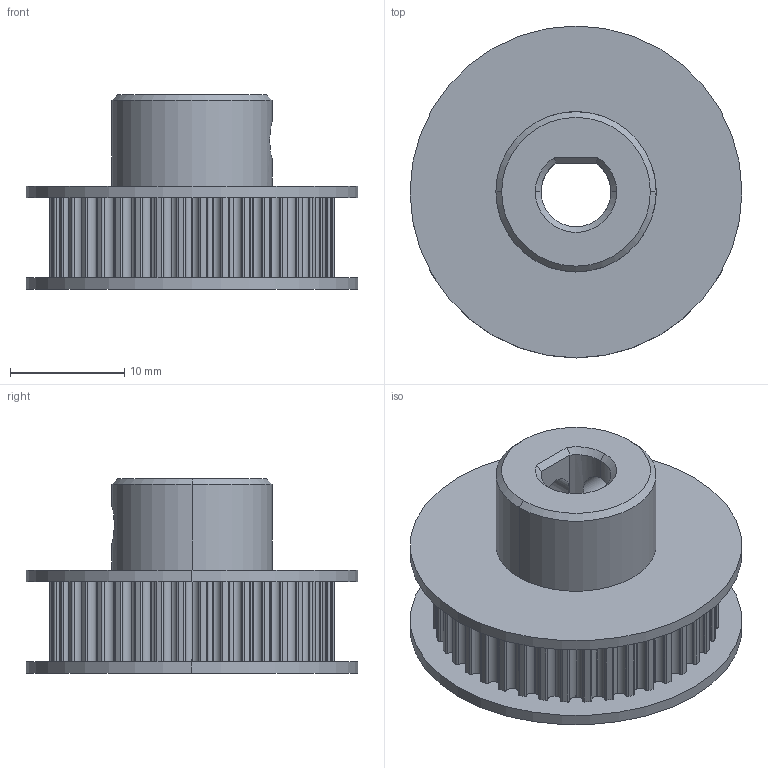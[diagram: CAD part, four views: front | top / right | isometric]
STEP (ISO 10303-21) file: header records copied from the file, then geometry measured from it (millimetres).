
FILE_DESCRIPTION (( 'STEP AP214' ), '1' );
FILE_NAME ('76242 - 40Tooth GT2 Timing Belt Pulley.STEP', '2021-08-13T19:27:49', ( '' ), ( '' ), 'SwSTEP 2.0', 'SolidWorks 2021', '' );
FILE_SCHEMA (( 'AUTOMOTIVE_DESIGN' ));
Length unit declared in the file: millimetre
Products named in the file (1): 76242 - 40Tooth GT2 Timing Belt Pulley
Bounding box: 29 x 29 x 17 mm (x, y, z)
Volume: 5212.2 mm3; surface area: 3340.1 mm2
Topology: 1 solids, 1 shells, 349 faces, 1024 edges, 678 vertices
Faces by surface type: cylinder 333, cone 8, plane 8
Entity records: 12186 total; most frequent: DIRECTION 2382, CARTESIAN_POINT 2218, ORIENTED_EDGE 2048, EDGE_CURVE 1024, AXIS2_PLACEMENT_3D 1018, VERTEX_POINT 678, CIRCLE 668, EDGE_LOOP 356
